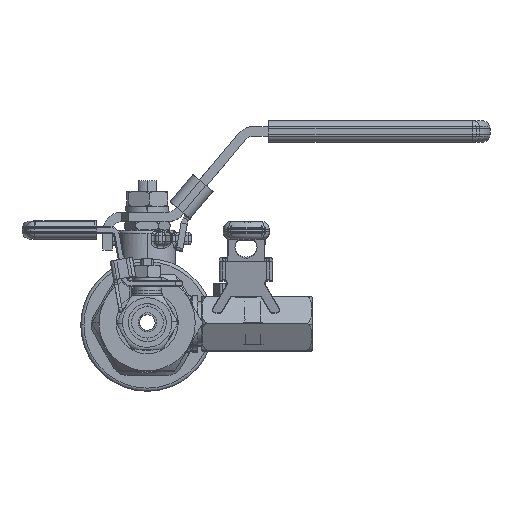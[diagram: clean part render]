
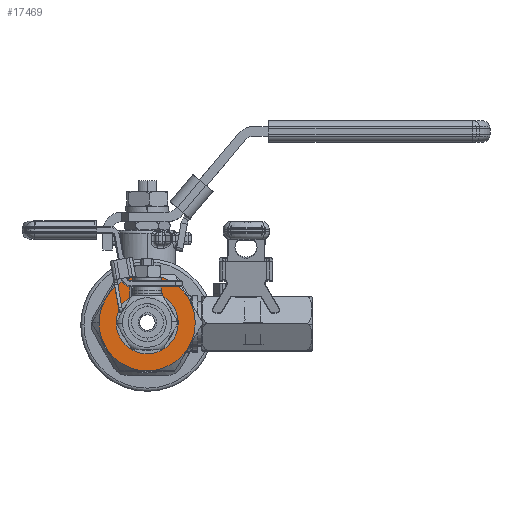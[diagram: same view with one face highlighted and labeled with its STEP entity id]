
A CAD part, top view. The second image highlights one B-rep face of the part: STEP entity #17469.
In plain terms, the highlighted planar face has unit normal (0, 0, 1).
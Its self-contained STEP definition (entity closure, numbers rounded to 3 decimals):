
#299 = DIRECTION ( 'NONE',  ( 0., 0., 1. ) ) ;
#566 = AXIS2_PLACEMENT_3D ( 'NONE', #48152, #57252, #23997 ) ;
#783 = ORIENTED_EDGE ( 'NONE', *, *, #5990, .T. ) ;
#1436 = AXIS2_PLACEMENT_3D ( 'NONE', #20156, #45996, #55426 ) ;
#1651 = CARTESIAN_POINT ( 'NONE',  ( 0., 0., 23.5 ) ) ;
#2076 = CARTESIAN_POINT ( 'NONE',  ( 9.8, 0., 23.5 ) ) ;
#3647 = CIRCLE ( 'NONE', #8025, 15.2 ) ;
#4584 = EDGE_CURVE ( 'NONE', #48236, #5040, #28507, .T. ) ;
#5040 = VERTEX_POINT ( 'NONE', #9582 ) ;
#5371 = EDGE_CURVE ( 'NONE', #5040, #16237, #41043, .T. ) ;
#5816 = VERTEX_POINT ( 'NONE', #27795 ) ;
#5990 = EDGE_CURVE ( 'NONE', #65259, #36899, #21765, .T. ) ;
#7201 = ORIENTED_EDGE ( 'NONE', *, *, #61842, .T. ) ;
#7538 = CIRCLE ( 'NONE', #64380, 15.2 ) ;
#8025 = AXIS2_PLACEMENT_3D ( 'NONE', #66167, #20170, #50052 ) ;
#9408 = VERTEX_POINT ( 'NONE', #15657 ) ;
#9582 = CARTESIAN_POINT ( 'NONE',  ( 13.164, -7.6, 23.5 ) ) ;
#11057 = DIRECTION ( 'NONE',  ( 1., 0., 0. ) ) ;
#11278 = CIRCLE ( 'NONE', #59551, 15.2 ) ;
#11714 = CARTESIAN_POINT ( 'NONE',  ( 0., 0., 23.5 ) ) ;
#12869 = ORIENTED_EDGE ( 'NONE', *, *, #5371, .T. ) ;
#15657 = CARTESIAN_POINT ( 'NONE',  ( 0., 15.2, 23.5 ) ) ;
#16052 = ORIENTED_EDGE ( 'NONE', *, *, #54171, .F. ) ;
#16237 = VERTEX_POINT ( 'NONE', #54269 ) ;
#16465 = PLANE ( 'NONE',  #40490 ) ;
#16812 = FACE_BOUND ( 'NONE', #57855, .T. ) ;
#17024 = CARTESIAN_POINT ( 'NONE',  ( -9.8, 0., 23.5 ) ) ;
#17469 = ADVANCED_FACE ( 'NONE', ( #16812, #47708 ), #16465, .T. ) ;
#18285 = ORIENTED_EDGE ( 'NONE', *, *, #4584, .T. ) ;
#20156 = CARTESIAN_POINT ( 'NONE',  ( 0., 0., 23.5 ) ) ;
#20170 = DIRECTION ( 'NONE',  ( 0., 0., 1. ) ) ;
#20679 = CARTESIAN_POINT ( 'NONE',  ( 0., 0., 23.5 ) ) ;
#20700 = AXIS2_PLACEMENT_3D ( 'NONE', #20679, #46526, #26397 ) ;
#21765 = CIRCLE ( 'NONE', #20700, 15.2 ) ;
#22218 = DIRECTION ( 'NONE',  ( 0., 0., 1. ) ) ;
#22492 = DIRECTION ( 'NONE',  ( 0., 0., 1. ) ) ;
#23439 = VERTEX_POINT ( 'NONE', #2076 ) ;
#23465 = DIRECTION ( 'NONE',  ( 0., 0., 1. ) ) ;
#23997 = DIRECTION ( 'NONE',  ( 1., 0., 0. ) ) ;
#24601 = EDGE_CURVE ( 'NONE', #16237, #9408, #34153, .T. ) ;
#26257 = DIRECTION ( 'NONE',  ( 1., 0., 0. ) ) ;
#26397 = DIRECTION ( 'NONE',  ( 1., 0., 0. ) ) ;
#27795 = CARTESIAN_POINT ( 'NONE',  ( -13.164, -7.6, 23.5 ) ) ;
#28507 = CIRCLE ( 'NONE', #566, 15.2 ) ;
#29288 = AXIS2_PLACEMENT_3D ( 'NONE', #31615, #299, #11057 ) ;
#30295 = ORIENTED_EDGE ( 'NONE', *, *, #63562, .F. ) ;
#31615 = CARTESIAN_POINT ( 'NONE',  ( 0., 0., 23.5 ) ) ;
#32246 = ORIENTED_EDGE ( 'NONE', *, *, #35469, .T. ) ;
#34153 = CIRCLE ( 'NONE', #40529, 15.2 ) ;
#34533 = AXIS2_PLACEMENT_3D ( 'NONE', #37921, #23465, #58353 ) ;
#34726 = EDGE_CURVE ( 'NONE', #47016, #23439, #54059, .T. ) ;
#35469 = EDGE_CURVE ( 'NONE', #5816, #48236, #3647, .T. ) ;
#36899 = VERTEX_POINT ( 'NONE', #53925 ) ;
#37921 = CARTESIAN_POINT ( 'NONE',  ( 0., 0., 23.5 ) ) ;
#40490 = AXIS2_PLACEMENT_3D ( 'NONE', #1651, #22218, #26257 ) ;
#40496 = DIRECTION ( 'NONE',  ( 0., 0., -1. ) ) ;
#40529 = AXIS2_PLACEMENT_3D ( 'NONE', #11714, #22492, #48304 ) ;
#41043 = CIRCLE ( 'NONE', #29288, 15.2 ) ;
#45996 = DIRECTION ( 'NONE',  ( 0., 0., 1. ) ) ;
#46506 = DIRECTION ( 'NONE',  ( -1., 0., 0. ) ) ;
#46526 = DIRECTION ( 'NONE',  ( 0., 0., 1. ) ) ;
#47016 = VERTEX_POINT ( 'NONE', #17024 ) ;
#47708 = FACE_OUTER_BOUND ( 'NONE', #66057, .T. ) ;
#48152 = CARTESIAN_POINT ( 'NONE',  ( 0., 0., 23.5 ) ) ;
#48236 = VERTEX_POINT ( 'NONE', #62709 ) ;
#48304 = DIRECTION ( 'NONE',  ( 1., 0., 0. ) ) ;
#50052 = DIRECTION ( 'NONE',  ( 1., 0., 0. ) ) ;
#53146 = ORIENTED_EDGE ( 'NONE', *, *, #24601, .T. ) ;
#53925 = CARTESIAN_POINT ( 'NONE',  ( -15.2, 0., 23.5 ) ) ;
#54059 = CIRCLE ( 'NONE', #1436, 9.8 ) ;
#54171 = EDGE_CURVE ( 'NONE', #65259, #9408, #11278, .T. ) ;
#54269 = CARTESIAN_POINT ( 'NONE',  ( 13.164, 7.6, 23.5 ) ) ;
#55102 = DIRECTION ( 'NONE',  ( 1., 0., 0. ) ) ;
#55426 = DIRECTION ( 'NONE',  ( 1., 0., 0. ) ) ;
#57252 = DIRECTION ( 'NONE',  ( 0., 0., 1. ) ) ;
#57855 = EDGE_LOOP ( 'NONE', ( #63025, #30295 ) ) ;
#57882 = CARTESIAN_POINT ( 'NONE',  ( -13.164, 7.6, 23.5 ) ) ;
#58353 = DIRECTION ( 'NONE',  ( 1., 0., 0. ) ) ;
#59551 = AXIS2_PLACEMENT_3D ( 'NONE', #62270, #40496, #46506 ) ;
#60113 = DIRECTION ( 'NONE',  ( 0., 0., 1. ) ) ;
#60209 = CIRCLE ( 'NONE', #34533, 9.8 ) ;
#61842 = EDGE_CURVE ( 'NONE', #36899, #5816, #7538, .T. ) ;
#62270 = CARTESIAN_POINT ( 'NONE',  ( 0., 0., 23.5 ) ) ;
#62709 = CARTESIAN_POINT ( 'NONE',  ( 0., -15.2, 23.5 ) ) ;
#63025 = ORIENTED_EDGE ( 'NONE', *, *, #34726, .F. ) ;
#63562 = EDGE_CURVE ( 'NONE', #23439, #47016, #60209, .T. ) ;
#64158 = CARTESIAN_POINT ( 'NONE',  ( 0., 0., 23.5 ) ) ;
#64380 = AXIS2_PLACEMENT_3D ( 'NONE', #64158, #60113, #55102 ) ;
#65259 = VERTEX_POINT ( 'NONE', #57882 ) ;
#66057 = EDGE_LOOP ( 'NONE', ( #12869, #53146, #16052, #783, #7201, #32246, #18285 ) ) ;
#66167 = CARTESIAN_POINT ( 'NONE',  ( 0., 0., 23.5 ) ) ;
